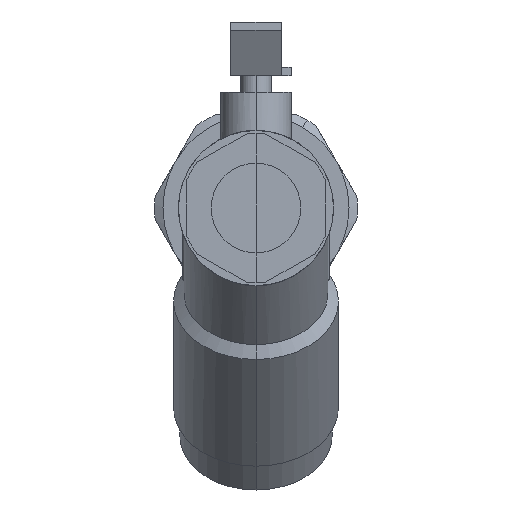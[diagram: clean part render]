
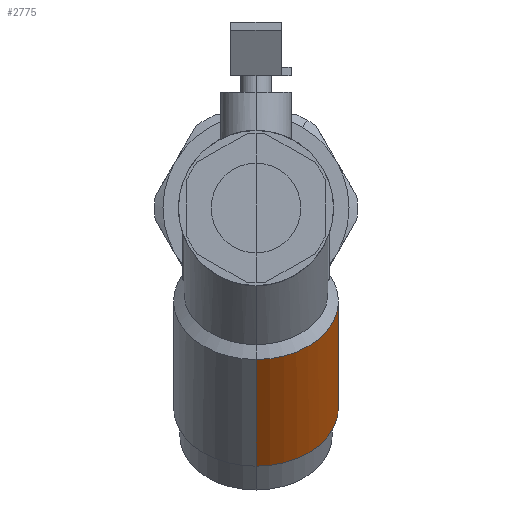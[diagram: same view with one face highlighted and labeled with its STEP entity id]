
A CAD part, left-side view. The second image highlights one B-rep face of the part: STEP entity #2775.
In plain terms, the highlighted cylindrical face has radius 29.25 mm (diameter 58.5 mm), a partial arc.
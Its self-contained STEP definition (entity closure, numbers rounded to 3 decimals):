
#120=B_SPLINE_CURVE_WITH_KNOTS($,3,(#4588,#4589,#4590,#4591,#4592,#4593,
#4594,#4595,#4596,#4597,#4598,#4599,#4600,#4601,#4602,#4603,#4604,#4605,
#4606,#4607,#4608,#4609,#4610,#4611,#4612,#4613,#4614,#4615,#4616,#4617,
#4618,#4619,#4620,#4621,#4622,#4623),.UNSPECIFIED.,.F.,.F.,(4,2,2,2,2,2,
2,2,2,2,2,2,2,2,2,2,2,4),(-85.204,-82.62,-80.035,
-77.45,-74.865,-72.281,-69.696,
-67.111,-64.527,-62.14,-59.753,
-57.366,-54.979,-52.389,-51.094,
-49.799,-47.209,-44.619),.UNSPECIFIED.);
#193=CIRCLE($,#3016,29.25);
#195=CIRCLE($,#3020,29.25);
#288=CYLINDRICAL_SURFACE($,#3025,29.25);
#416=FACE_OUTER_BOUND($,#589,.T.);
#589=EDGE_LOOP($,(#2172,#2173,#2174,#2175,#2176,#2177));
#760=LINE($,#4541,#987);
#791=LINE($,#4914,#1018);
#792=LINE($,#4915,#1019);
#987=VECTOR($,#3440,20.929);
#1018=VECTOR($,#3585,53.5);
#1019=VECTOR($,#3586,11.652);
#1216=VERTEX_POINT($,#4531);
#1219=VERTEX_POINT($,#4537);
#1223=VERTEX_POINT($,#4587);
#1258=VERTEX_POINT($,#4897);
#1259=VERTEX_POINT($,#4898);
#1260=VERTEX_POINT($,#4905);
#1513=EDGE_CURVE($,#1216,#1219,#760,.T.);
#1518=EDGE_CURVE($,#1223,#1216,#120,.T.);
#1582=EDGE_CURVE($,#1258,#1259,#193,.T.);
#1587=EDGE_CURVE($,#1219,#1260,#195,.T.);
#1591=EDGE_CURVE($,#1258,#1260,#791,.T.);
#1592=EDGE_CURVE($,#1223,#1259,#792,.T.);
#2172=ORIENTED_EDGE($,*,*,#1591,.F.);
#2173=ORIENTED_EDGE($,*,*,#1582,.T.);
#2174=ORIENTED_EDGE($,*,*,#1592,.F.);
#2175=ORIENTED_EDGE($,*,*,#1518,.T.);
#2176=ORIENTED_EDGE($,*,*,#1513,.T.);
#2177=ORIENTED_EDGE($,*,*,#1587,.T.);
#2775=ADVANCED_FACE($,(#416),#288,.T.);
#3016=AXIS2_PLACEMENT_3D($,#4899,#3562,#3563);
#3020=AXIS2_PLACEMENT_3D($,#4908,#3573,#3574);
#3025=AXIS2_PLACEMENT_3D($,#4913,#3583,#3584);
#3440=DIRECTION($,(-0.707,0.,0.707));
#3562=DIRECTION('center_axis',(-0.707,0.,0.707));
#3563=DIRECTION('ref_axis',(-0.707,0.,-0.707));
#3573=DIRECTION('center_axis',(0.707,0.,-0.707));
#3574=DIRECTION('ref_axis',(-0.707,0.,-0.707));
#3583=DIRECTION('center_axis',(0.707,0.,-0.707));
#3584=DIRECTION('ref_axis',(-0.707,0.,-0.707));
#3585=DIRECTION($,(-0.707,0.,0.707));
#3586=DIRECTION($,(0.707,0.,-0.707));
#4531=CARTESIAN_POINT('',(57.3,-26.,-38.349));
#4537=CARTESIAN_POINT('',(42.501,-26.,-23.551));
#4541=CARTESIAN_POINT($,(57.3,-26.,-38.349));
#4587=CARTESIAN_POINT('',(83.3,0.,-41.934));
#4588=CARTESIAN_POINT('Ctrl Pts',(83.3,0.,
-41.934));
#4589=CARTESIAN_POINT('Ctrl Pts',(83.3,-0.862,-41.934));
#4590=CARTESIAN_POINT('Ctrl Pts',(83.257,-1.736,-41.945));
#4591=CARTESIAN_POINT('Ctrl Pts',(83.079,-3.495,-41.991));
#4592=CARTESIAN_POINT('Ctrl Pts',(82.944,-4.379,-42.025));
#4593=CARTESIAN_POINT('Ctrl Pts',(82.581,-6.138,-42.117));
#4594=CARTESIAN_POINT('Ctrl Pts',(82.353,-7.013,-42.174));
#4595=CARTESIAN_POINT('Ctrl Pts',(81.804,-8.739,-42.307));
#4596=CARTESIAN_POINT('Ctrl Pts',(81.484,-9.59,-42.384));
#4597=CARTESIAN_POINT('Ctrl Pts',(80.757,-11.251,-42.553));
#4598=CARTESIAN_POINT('Ctrl Pts',(80.35,-12.063,-42.646));
#4599=CARTESIAN_POINT('Ctrl Pts',(79.457,-13.635,-42.839));
#4600=CARTESIAN_POINT('Ctrl Pts',(78.97,-14.394,-42.94));
#4601=CARTESIAN_POINT('Ctrl Pts',(77.929,-15.85,-43.143));
#4602=CARTESIAN_POINT('Ctrl Pts',(77.374,-16.547,-43.244));
#4603=CARTESIAN_POINT('Ctrl Pts',(76.21,-17.866,-43.437));
#4604=CARTESIAN_POINT('Ctrl Pts',(75.6,-18.489,-43.528));
#4605=CARTESIAN_POINT('Ctrl Pts',(74.39,-19.611,-43.682));
#4606=CARTESIAN_POINT('Ctrl Pts',(73.756,-20.147,-43.75));
#4607=CARTESIAN_POINT('Ctrl Pts',(72.41,-21.176,-43.855));
#4608=CARTESIAN_POINT('Ctrl Pts',(71.697,-21.667,-43.892));
#4609=CARTESIAN_POINT('Ctrl Pts',(70.229,-22.574,-43.906));
#4610=CARTESIAN_POINT('Ctrl Pts',(69.472,-22.99,-43.883));
#4611=CARTESIAN_POINT('Ctrl Pts',(67.96,-23.729,-43.758));
#4612=CARTESIAN_POINT('Ctrl Pts',(67.203,-24.053,-43.654));
#4613=CARTESIAN_POINT('Ctrl Pts',(65.678,-24.628,-43.347));
#4614=CARTESIAN_POINT('Ctrl Pts',(64.849,-24.895,-43.123));
#4615=CARTESIAN_POINT('Ctrl Pts',(63.608,-25.227,-42.669));
#4616=CARTESIAN_POINT('Ctrl Pts',(63.194,-25.327,-42.498));
#4617=CARTESIAN_POINT('Ctrl Pts',(62.375,-25.503,-42.118));
#4618=CARTESIAN_POINT('Ctrl Pts',(61.97,-25.58,-41.908));
#4619=CARTESIAN_POINT('Ctrl Pts',(60.777,-25.779,-41.228));
#4620=CARTESIAN_POINT('Ctrl Pts',(60.012,-25.868,-40.703));
#4621=CARTESIAN_POINT('Ctrl Pts',(58.579,-25.978,-39.569));
#4622=CARTESIAN_POINT('Ctrl Pts',(57.91,-26.,-38.96));
#4623=CARTESIAN_POINT('Ctrl Pts',(57.3,-26.,-38.349));
#4897=CARTESIAN_POINT('',(50.173,0.,-91.539));
#4898=CARTESIAN_POINT('',(91.539,0.,-50.173));
#4899=CARTESIAN_POINT('Origin',(70.856,0.,
-70.856));
#4905=CARTESIAN_POINT('',(12.343,0.,-53.709));
#4908=CARTESIAN_POINT('Origin',(33.026,0.,
-33.026));
#4913=CARTESIAN_POINT('Origin',(0.,0.,
0.));
#4914=CARTESIAN_POINT($,(50.173,0.,-91.539));
#4915=CARTESIAN_POINT($,(83.3,0.,-41.934));
